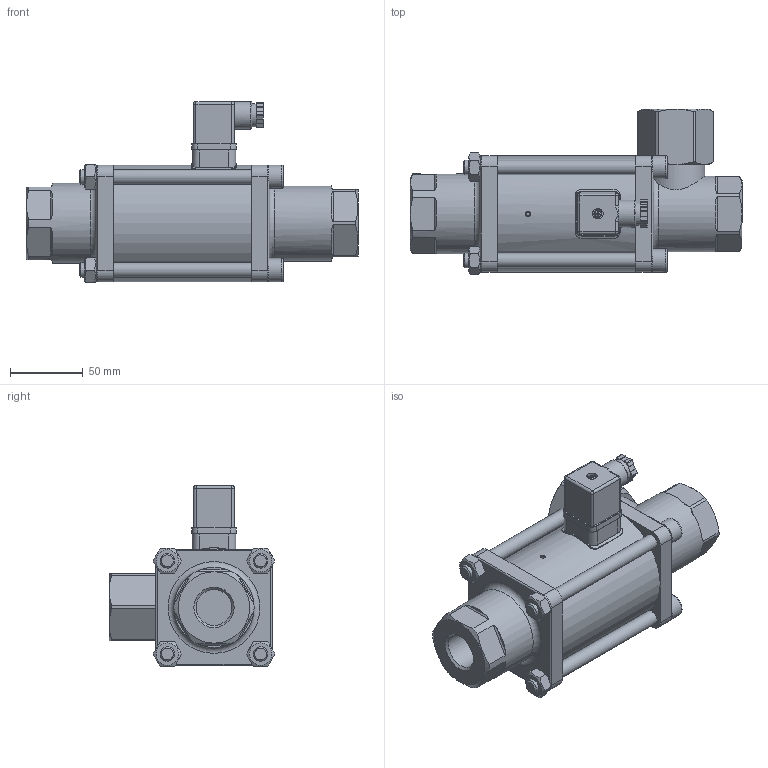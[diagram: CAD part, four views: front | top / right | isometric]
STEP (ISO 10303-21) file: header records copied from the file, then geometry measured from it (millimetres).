
FILE_DESCRIPTION(/* description */ (''),/* implementation_level */ '2;1');
FILE_NAME(/* name */ 'Typ 370 NC DN20 M0 G34.stp',/* time_stamp */ '2023-05-05T15:39:33+02:00',/* author */ ('SCanivar'),/* organization */ (''),/* preprocessor_version */ 'ST-DEVELOPER v18.1',/* originating_system */ 'Autodesk Inventor 2021',/* authorisation */ '');
FILE_SCHEMA (('AUTOMOTIVE_DESIGN { 1 0 10303 214 3 1 1 }'));
Length unit declared in the file: millimetre
Products named in the file (1): STEP-Modelle_Shrinkwrap_1
Bounding box: 228 x 113.81 x 124.2 mm (x, y, z)
Volume: 993096.9 mm3; surface area: 99903.9 mm2
Topology: 1 solids, 1 shells, 379 faces, 972 edges, 607 vertices
Faces by surface type: plane 205, cylinder 86, cone 51, torus 29, sphere 5, bspline 3
Full cylindrical faces by diameter (mm): 2.5 x1, 4.134 x2, 7.2 x1, 9.5 x1, 10 x8, 16 x5, 18.9 x1, 24.117 x2, 24.5 x1, 52 x1, 55 x1, 80 x1
Entity records: 12214 total; most frequent: CARTESIAN_POINT 2781, ORIENTED_EDGE 1922, DIRECTION 1893, EDGE_CURVE 961, AXIS2_PLACEMENT_3D 721, VERTEX_POINT 607, LINE 451, VECTOR 451
